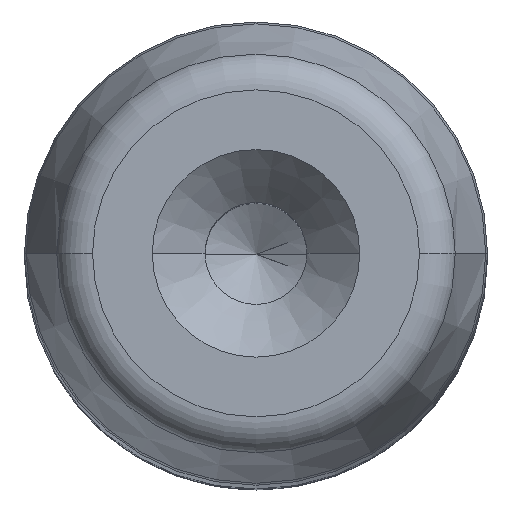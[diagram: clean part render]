
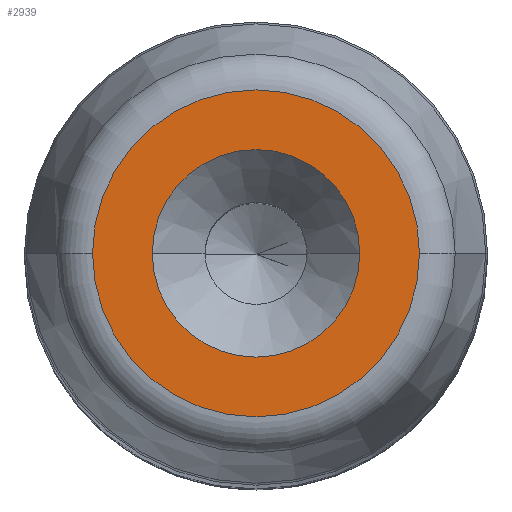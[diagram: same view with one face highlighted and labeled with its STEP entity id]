
A CAD part, top view. The second image highlights one B-rep face of the part: STEP entity #2939.
In plain terms, the highlighted planar face has unit normal (0, 0, 1).
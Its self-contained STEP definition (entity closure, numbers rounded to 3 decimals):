
#92 = CARTESIAN_POINT ( 'NONE',  ( 0., 0., 160. ) ) ;
#310 = DIRECTION ( 'NONE',  ( 0., 0., 1. ) ) ;
#325 = EDGE_LOOP ( 'NONE', ( #615, #1584 ) ) ;
#463 = DIRECTION ( 'NONE',  ( 1., 0., 0. ) ) ;
#533 = PLANE ( 'NONE',  #2921 ) ;
#548 = DIRECTION ( 'NONE',  ( 1., 0., 0. ) ) ;
#564 = AXIS2_PLACEMENT_3D ( 'NONE', #1108, #946, #463 ) ;
#577 = CARTESIAN_POINT ( 'NONE',  ( 8.822, 0., 160. ) ) ;
#615 = ORIENTED_EDGE ( 'NONE', *, *, #2738, .F. ) ;
#629 = CARTESIAN_POINT ( 'NONE',  ( -8.822, 0., 160. ) ) ;
#747 = CARTESIAN_POINT ( 'NONE',  ( 0., 0., 160. ) ) ;
#776 = CARTESIAN_POINT ( 'NONE',  ( 5.6, 0., 160. ) ) ;
#788 = EDGE_CURVE ( 'NONE', #2545, #2720, #804, .T. ) ;
#804 = CIRCLE ( 'NONE', #2229, 8.822 ) ;
#946 = DIRECTION ( 'NONE',  ( 0., 0., 1. ) ) ;
#1108 = CARTESIAN_POINT ( 'NONE',  ( 0., 0., 160. ) ) ;
#1231 = DIRECTION ( 'NONE',  ( 0., 0., 1. ) ) ;
#1315 = CARTESIAN_POINT ( 'NONE',  ( -5.6, 0., 160. ) ) ;
#1357 = ORIENTED_EDGE ( 'NONE', *, *, #2244, .T. ) ;
#1456 = FACE_BOUND ( 'NONE', #325, .T. ) ;
#1524 = CIRCLE ( 'NONE', #564, 5.6 ) ;
#1538 = VERTEX_POINT ( 'NONE', #1315 ) ;
#1584 = ORIENTED_EDGE ( 'NONE', *, *, #1763, .F. ) ;
#1704 = DIRECTION ( 'NONE',  ( 0., 0., 1. ) ) ;
#1722 = EDGE_LOOP ( 'NONE', ( #2423, #1357 ) ) ;
#1763 = EDGE_CURVE ( 'NONE', #1538, #2239, #2606, .T. ) ;
#1930 = CIRCLE ( 'NONE', #2715, 8.822 ) ;
#2124 = DIRECTION ( 'NONE',  ( 1., 0., 0. ) ) ;
#2229 = AXIS2_PLACEMENT_3D ( 'NONE', #92, #1704, #2404 ) ;
#2239 = VERTEX_POINT ( 'NONE', #776 ) ;
#2244 = EDGE_CURVE ( 'NONE', #2720, #2545, #1930, .T. ) ;
#2360 = FACE_OUTER_BOUND ( 'NONE', #1722, .T. ) ;
#2398 = CARTESIAN_POINT ( 'NONE',  ( 0., 0., 160. ) ) ;
#2404 = DIRECTION ( 'NONE',  ( 1., 0., 0. ) ) ;
#2423 = ORIENTED_EDGE ( 'NONE', *, *, #788, .T. ) ;
#2545 = VERTEX_POINT ( 'NONE', #577 ) ;
#2606 = CIRCLE ( 'NONE', #2808, 5.6 ) ;
#2645 = DIRECTION ( 'NONE',  ( 0., 0., 1. ) ) ;
#2715 = AXIS2_PLACEMENT_3D ( 'NONE', #2848, #1231, #2124 ) ;
#2720 = VERTEX_POINT ( 'NONE', #629 ) ;
#2738 = EDGE_CURVE ( 'NONE', #2239, #1538, #1524, .T. ) ;
#2808 = AXIS2_PLACEMENT_3D ( 'NONE', #747, #310, #548 ) ;
#2848 = CARTESIAN_POINT ( 'NONE',  ( 0., 0., 160. ) ) ;
#2854 = DIRECTION ( 'NONE',  ( 1., 0., 0. ) ) ;
#2921 = AXIS2_PLACEMENT_3D ( 'NONE', #2398, #2645, #2854 ) ;
#2939 = ADVANCED_FACE ( 'NONE', ( #2360, #1456 ), #533, .T. ) ;
